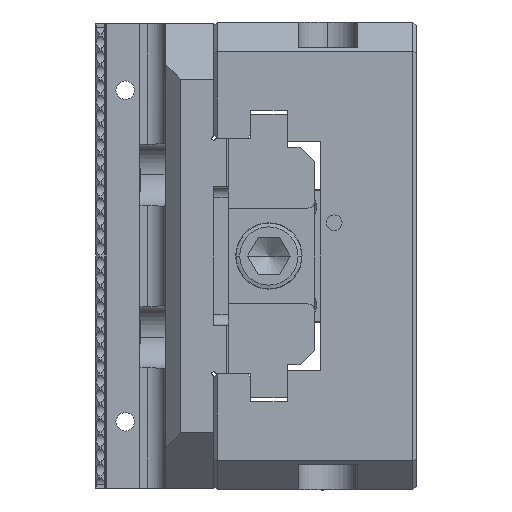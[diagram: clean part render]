
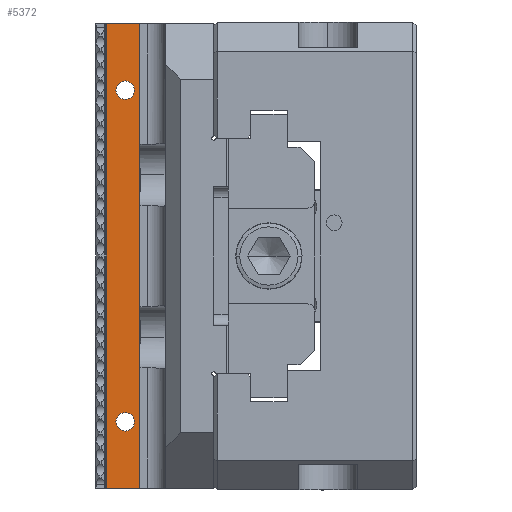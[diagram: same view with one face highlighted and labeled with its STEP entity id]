
A CAD part, left-side view. The second image highlights one B-rep face of the part: STEP entity #5372.
In plain terms, the highlighted face is planar.
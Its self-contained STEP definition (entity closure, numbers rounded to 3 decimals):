
#85 = ORIENTED_EDGE ( 'NONE', *, *, #15449, .F. ) ;
#288 = FACE_BOUND ( 'NONE', #17553, .T. ) ;
#302 = VECTOR ( 'NONE', #2061, 1000. ) ;
#609 = DIRECTION ( 'NONE',  ( -1., 0., 0. ) ) ;
#801 = ORIENTED_EDGE ( 'NONE', *, *, #12293, .T. ) ;
#858 = PLANE ( 'NONE',  #8337 ) ;
#952 = VECTOR ( 'NONE', #15913, 1000. ) ;
#989 = CARTESIAN_POINT ( 'NONE',  ( -47.5, 10., -8. ) ) ;
#1276 = CARTESIAN_POINT ( 'NONE',  ( -63., 15., -8. ) ) ;
#2061 = DIRECTION ( 'NONE',  ( -1., 0., 0. ) ) ;
#2376 = FACE_BOUND ( 'NONE', #17043, .T. ) ;
#2512 = AXIS2_PLACEMENT_3D ( 'NONE', #8725, #5749, #7263 ) ;
#2690 = LINE ( 'NONE', #9961, #15725 ) ;
#2858 = DIRECTION ( 'NONE',  ( -1., 0., 0. ) ) ;
#3025 = DIRECTION ( 'NONE',  ( -1., 0., 0. ) ) ;
#3435 = VERTEX_POINT ( 'NONE', #13784 ) ;
#3535 = CARTESIAN_POINT ( 'NONE',  ( -45., 10., -8. ) ) ;
#3863 = CARTESIAN_POINT ( 'NONE',  ( -63.001, 18., -8. ) ) ;
#4739 = EDGE_CURVE ( 'NONE', #16562, #3435, #17308, .T. ) ;
#4756 = CARTESIAN_POINT ( 'NONE',  ( 45., 10., -8. ) ) ;
#5372 = ADVANCED_FACE ( 'NONE', ( #2376, #288, #7353 ), #858, .F. ) ;
#5749 = DIRECTION ( 'NONE',  ( 0., 0., -1. ) ) ;
#5900 = LINE ( 'NONE', #17299, #952 ) ;
#6298 = CARTESIAN_POINT ( 'NONE',  ( -45., 10., -8. ) ) ;
#6620 = DIRECTION ( 'NONE',  ( 0., 0., -1. ) ) ;
#6709 = VERTEX_POINT ( 'NONE', #8566 ) ;
#6737 = CIRCLE ( 'NONE', #11852, 2.5 ) ;
#7263 = DIRECTION ( 'NONE',  ( -1., 0., 0. ) ) ;
#7353 = FACE_OUTER_BOUND ( 'NONE', #15095, .T. ) ;
#7771 = CARTESIAN_POINT ( 'NONE',  ( -42.5, 10., -8. ) ) ;
#8276 = CIRCLE ( 'NONE', #19009, 2.5 ) ;
#8337 = AXIS2_PLACEMENT_3D ( 'NONE', #3863, #17502, #2858 ) ;
#8566 = CARTESIAN_POINT ( 'NONE',  ( 42.5, 10., -8. ) ) ;
#8623 = DIRECTION ( 'NONE',  ( 0., -1., 0. ) ) ;
#8725 = CARTESIAN_POINT ( 'NONE',  ( 45., 10., -8. ) ) ;
#9305 = LINE ( 'NONE', #19258, #19221 ) ;
#9518 = EDGE_CURVE ( 'NONE', #14625, #6709, #6737, .T. ) ;
#9931 = VERTEX_POINT ( 'NONE', #10132 ) ;
#9961 = CARTESIAN_POINT ( 'NONE',  ( -63., 18., -8. ) ) ;
#10132 = CARTESIAN_POINT ( 'NONE',  ( 63., 15., -8. ) ) ;
#11065 = AXIS2_PLACEMENT_3D ( 'NONE', #6298, #18378, #13965 ) ;
#11749 = ORIENTED_EDGE ( 'NONE', *, *, #18567, .T. ) ;
#11852 = AXIS2_PLACEMENT_3D ( 'NONE', #4756, #18193, #3025 ) ;
#12293 = EDGE_CURVE ( 'NONE', #18851, #12647, #12768, .T. ) ;
#12631 = CIRCLE ( 'NONE', #2512, 2.5 ) ;
#12647 = VERTEX_POINT ( 'NONE', #989 ) ;
#12768 = CIRCLE ( 'NONE', #11065, 2.5 ) ;
#13326 = VERTEX_POINT ( 'NONE', #1276 ) ;
#13784 = CARTESIAN_POINT ( 'NONE',  ( -63., 6.25, -8. ) ) ;
#13965 = DIRECTION ( 'NONE',  ( -1., 0., 0. ) ) ;
#14041 = ORIENTED_EDGE ( 'NONE', *, *, #9518, .T. ) ;
#14148 = ORIENTED_EDGE ( 'NONE', *, *, #14744, .T. ) ;
#14195 = CARTESIAN_POINT ( 'NONE',  ( 47.5, 10., -8. ) ) ;
#14625 = VERTEX_POINT ( 'NONE', #14195 ) ;
#14744 = EDGE_CURVE ( 'NONE', #13326, #3435, #2690, .T. ) ;
#14873 = ORIENTED_EDGE ( 'NONE', *, *, #18525, .T. ) ;
#15095 = EDGE_LOOP ( 'NONE', ( #11749, #85, #14148, #19436 ) ) ;
#15449 = EDGE_CURVE ( 'NONE', #13326, #9931, #9305, .T. ) ;
#15725 = VECTOR ( 'NONE', #8623, 1000. ) ;
#15913 = DIRECTION ( 'NONE',  ( 0., 1., 0. ) ) ;
#16415 = DIRECTION ( 'NONE',  ( 1., 0., 0. ) ) ;
#16496 = EDGE_CURVE ( 'NONE', #6709, #14625, #12631, .T. ) ;
#16562 = VERTEX_POINT ( 'NONE', #17970 ) ;
#17043 = EDGE_LOOP ( 'NONE', ( #17075, #14041 ) ) ;
#17075 = ORIENTED_EDGE ( 'NONE', *, *, #16496, .T. ) ;
#17270 = CARTESIAN_POINT ( 'NONE',  ( -63.001, 6.25, -8. ) ) ;
#17299 = CARTESIAN_POINT ( 'NONE',  ( 63., 18., -8. ) ) ;
#17308 = LINE ( 'NONE', #17270, #302 ) ;
#17502 = DIRECTION ( 'NONE',  ( 0., 0., -1. ) ) ;
#17553 = EDGE_LOOP ( 'NONE', ( #14873, #801 ) ) ;
#17970 = CARTESIAN_POINT ( 'NONE',  ( 63., 6.25, -8. ) ) ;
#18193 = DIRECTION ( 'NONE',  ( 0., 0., -1. ) ) ;
#18378 = DIRECTION ( 'NONE',  ( 0., 0., -1. ) ) ;
#18525 = EDGE_CURVE ( 'NONE', #12647, #18851, #8276, .T. ) ;
#18567 = EDGE_CURVE ( 'NONE', #16562, #9931, #5900, .T. ) ;
#18851 = VERTEX_POINT ( 'NONE', #7771 ) ;
#19009 = AXIS2_PLACEMENT_3D ( 'NONE', #3535, #6620, #609 ) ;
#19221 = VECTOR ( 'NONE', #16415, 1000. ) ;
#19258 = CARTESIAN_POINT ( 'NONE',  ( -63.001, 15., -8. ) ) ;
#19436 = ORIENTED_EDGE ( 'NONE', *, *, #4739, .F. ) ;
